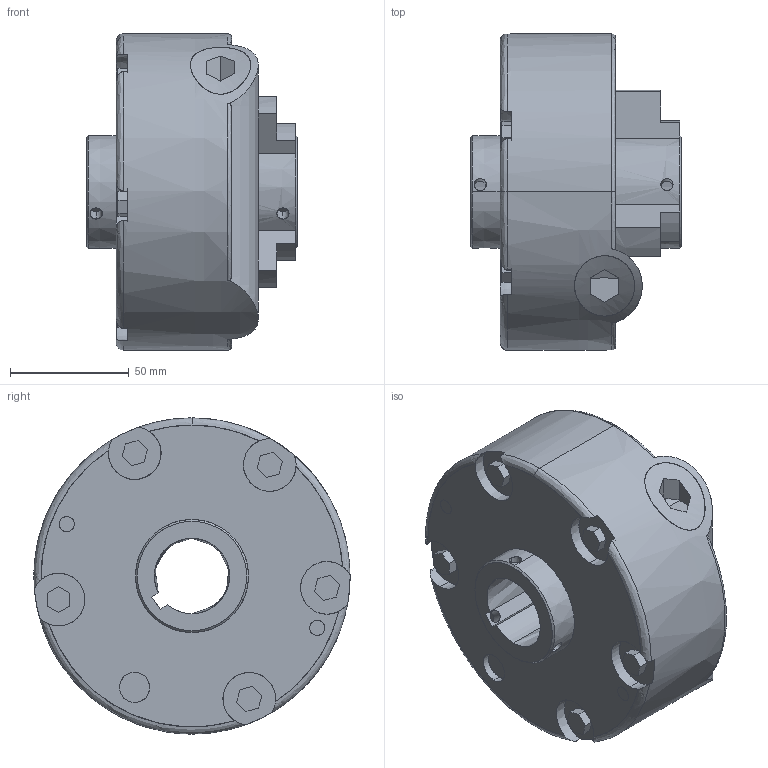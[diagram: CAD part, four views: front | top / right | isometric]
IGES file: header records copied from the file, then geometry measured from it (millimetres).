
Start section: SolidWorks IGES file using analytic representation for surfaces
Global section: file name: TGDEFAU11021415525334.igs; native system: SolidWorks 2009; preprocessor: SolidWorks 2009; author: partstream; date: 091102.141552; units: inch
Bounding box: 88.9 x 133.35 x 133.35 mm (x, y, z)
Surface area: 73063.3 mm2 (no closed solid volume)
Topology: 0 solids, 0 shells, 202 faces, 3419 edges, 3419 vertices
Faces by surface type: bspline 134, revolution 68
